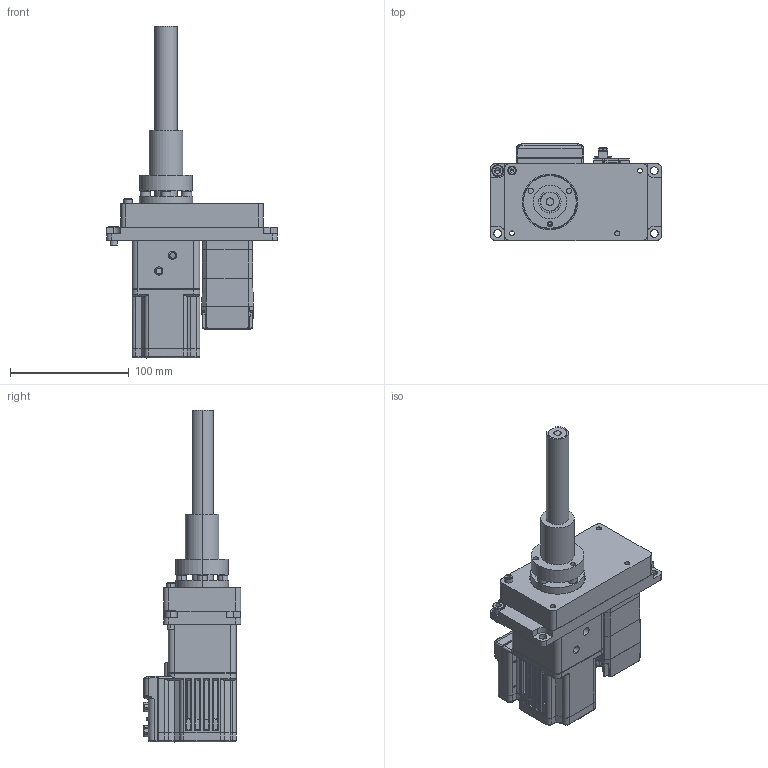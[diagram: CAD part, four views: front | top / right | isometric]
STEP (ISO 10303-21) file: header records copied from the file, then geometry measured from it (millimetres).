
FILE_DESCRIPTION (( 'STEP AP214' ), '1' );
FILE_NAME ('ZR2_4in_SL70.STEP', '2025-01-07T03:52:38', ( '' ), ( '' ), 'SwSTEP 2.0', 'SolidWorks 2020', '' );
FILE_SCHEMA (( 'AUTOMOTIVE_DESIGN' ));
Length unit declared in the file: millimetre
Products named in the file (21): 零件01; 1socket head cap screw_am_B18.3.1M - 6 x 1.0 x 10 Hex SHCS -- 10NHX; HHAA30S3M100-E-6; 19_b.stp; HTLA60S3M100-E-19; 螺桿AMETEK-SRA06KR-A00-0100-04-000; 零件1; HHAA30S3M100-E-6.stp; 零件2; SM23165x; HHAA-6_i.stp; HTLA60S3M100-E-19_b.stp; HHAA-6_o.stp; NSK_EN19; 華泰豐聯軸器_CMS-20C_6-35x6-35; 螺母_AMETEK-SRA06KR-A00-0100-03-000; HTLA60S3M100-E-19.stp; HHAA30S3M100-E-6_b.stp; TSM17Q-2RG_RevB; ZR2_4in_SL70; 1socket head cap screw_am_B18.3.1M - 4 x 0.7 x 6 Hex SHCS -- 6NHX
Assembly tree (21 placements, depth 4):
  ZR2_4in_SL70
    SM23165x
    華泰豐聯軸器_CMS-20C_6-35x6-35
    零件1
    零件01
    NSK_EN19
    TSM17Q-2RG_RevB
    HTLA60S3M100-E-19
      HTLA60S3M100-E-19.stp
        HTLA60S3M100-E-19_b.stp
        19_b.stp
    HHAA30S3M100-E-6
      HHAA30S3M100-E-6.stp
        HHAA30S3M100-E-6_b.stp
        HHAA-6_o.stp
        HHAA-6_i.stp
    零件2
    螺母_AMETEK-SRA06KR-A00-0100-03-000
    1socket head cap screw_am_B18.3.1M - 6 x 1.0 x 10 Hex SHCS -- 10NHX
    1socket head cap screw_am_B18.3.1M - 4 x 0.7 x 6 Hex SHCS -- 6NHX  x2
    螺桿AMETEK-SRA06KR-A00-0100-04-000
Bounding box: 144 x 82.11 x 280.12 mm (x, y, z)
Volume: 325459.9 mm3; surface area: 204218.9 mm2
Topology: 30 solids, 57 shells, 3353 faces, 8996 edges, 5745 vertices
Faces by surface type: cylinder 1530, plane 1148, bspline 352, cone 251, torus 44, sphere 28
Entity records: 137395 total; most frequent: CARTESIAN_POINT 45911, DIRECTION 16967, ORIENTED_EDGE 16590, EDGE_CURVE 8803, AXIS2_PLACEMENT_3D 6366, VERTEX_POINT 5679, LINE 4235, VECTOR 4235
